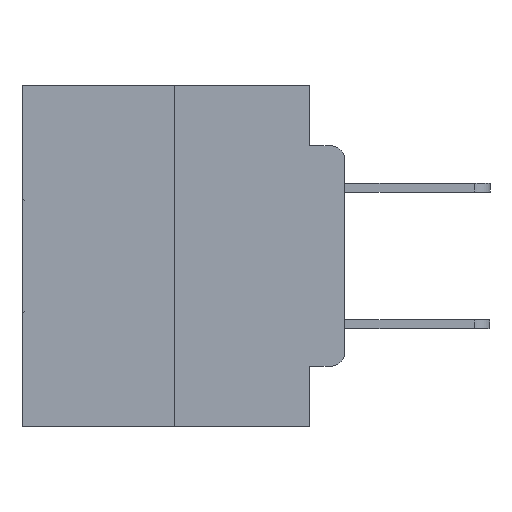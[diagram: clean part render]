
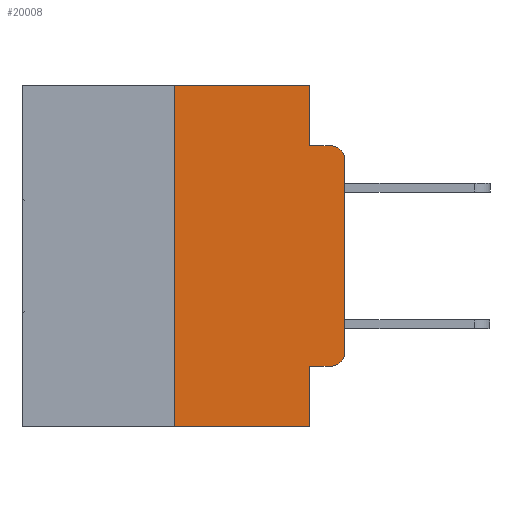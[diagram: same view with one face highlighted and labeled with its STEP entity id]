
A CAD part, left-side view. The second image highlights one B-rep face of the part: STEP entity #20008.
In plain terms, the highlighted planar face has unit normal (-1, 0, 0).
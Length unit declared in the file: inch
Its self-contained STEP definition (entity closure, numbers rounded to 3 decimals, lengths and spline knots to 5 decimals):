
#16 = EDGE_CURVE ( 'NONE', #16426, #11865, #13543, .T. ) ;
#424 = VECTOR ( 'NONE', #29856, 39.37008 ) ;
#1220 = ORIENTED_EDGE ( 'NONE', *, *, #28596, .T. ) ;
#2060 = CARTESIAN_POINT ( 'NONE',  ( 0., 0.473, 0. ) ) ;
#2188 = PLANE ( 'NONE',  #11351 ) ;
#2869 = DIRECTION ( 'NONE',  ( 0., 0., -1. ) ) ;
#2985 = ORIENTED_EDGE ( 'NONE', *, *, #16, .T. ) ;
#3039 = ORIENTED_EDGE ( 'NONE', *, *, #3202, .T. ) ;
#3202 = EDGE_CURVE ( 'NONE', #18662, #28140, #17310, .T. ) ;
#4606 = DIRECTION ( 'NONE',  ( 1., 0., 0. ) ) ;
#5198 = DIRECTION ( 'NONE',  ( -1., 0., 0. ) ) ;
#5868 = CARTESIAN_POINT ( 'NONE',  ( 0., 0.051, 0. ) ) ;
#7138 = LINE ( 'NONE', #17456, #18746 ) ;
#7575 = ORIENTED_EDGE ( 'NONE', *, *, #14251, .F. ) ;
#7580 = CARTESIAN_POINT ( 'NONE',  ( 0., 0.473, -0.5 ) ) ;
#7623 = CARTESIAN_POINT ( 'NONE',  ( 0., 0.25, 0. ) ) ;
#8720 = CARTESIAN_POINT ( 'NONE',  ( 0., 0.02, -0.4115 ) ) ;
#9587 = EDGE_CURVE ( 'NONE', #18662, #26898, #18469, .T. ) ;
#9728 = VECTOR ( 'NONE', #27424, 39.37008 ) ;
#9936 = DIRECTION ( 'NONE',  ( 0., -1., 0. ) ) ;
#10448 = VERTEX_POINT ( 'NONE', #13038 ) ;
#10565 = CARTESIAN_POINT ( 'NONE',  ( 0., 0.02, -0.1085 ) ) ;
#10566 = EDGE_LOOP ( 'NONE', ( #2985, #10572, #14836, #28650, #23906, #7575, #24852, #25204, #3039, #1220 ) ) ;
#10572 = ORIENTED_EDGE ( 'NONE', *, *, #24016, .T. ) ;
#10602 = LINE ( 'NONE', #7580, #28180 ) ;
#10605 = LINE ( 'NONE', #22177, #22122 ) ;
#10822 = CARTESIAN_POINT ( 'NONE',  ( 0., 0.051, -0.0885 ) ) ;
#10874 = VECTOR ( 'NONE', #2869, 39.37008 ) ;
#10937 = FACE_OUTER_BOUND ( 'NONE', #10566, .T. ) ;
#11039 = EDGE_CURVE ( 'NONE', #11237, #29432, #14449, .T. ) ;
#11237 = VERTEX_POINT ( 'NONE', #7623 ) ;
#11351 = AXIS2_PLACEMENT_3D ( 'NONE', #25359, #4606, #20883 ) ;
#11865 = VERTEX_POINT ( 'NONE', #23519 ) ;
#11874 = CIRCLE ( 'NONE', #22382, 0.02 ) ;
#12825 = VECTOR ( 'NONE', #18271, 39.37008 ) ;
#12908 = DIRECTION ( 'NONE',  ( 0., 0., -1. ) ) ;
#13038 = CARTESIAN_POINT ( 'NONE',  ( 0., 0.051, -0.0885 ) ) ;
#13042 = DIRECTION ( 'NONE',  ( 0., 0., 1. ) ) ;
#13159 = DIRECTION ( 'NONE',  ( 0., -1., 0. ) ) ;
#13543 = LINE ( 'NONE', #21811, #12825 ) ;
#14251 = EDGE_CURVE ( 'NONE', #14318, #11237, #10605, .T. ) ;
#14318 = VERTEX_POINT ( 'NONE', #29348 ) ;
#14449 = LINE ( 'NONE', #2060, #424 ) ;
#14836 = ORIENTED_EDGE ( 'NONE', *, *, #22896, .F. ) ;
#15529 = VECTOR ( 'NONE', #13159, 39.37008 ) ;
#15704 = CIRCLE ( 'NONE', #27609, 0.02 ) ;
#16426 = VERTEX_POINT ( 'NONE', #20649 ) ;
#17310 = LINE ( 'NONE', #21024, #9728 ) ;
#17456 = CARTESIAN_POINT ( 'NONE',  ( 0., 0.051, 0. ) ) ;
#18051 = CARTESIAN_POINT ( 'NONE',  ( 0., 0.051, -0.5 ) ) ;
#18271 = DIRECTION ( 'NONE',  ( 0., 0., 1. ) ) ;
#18469 = LINE ( 'NONE', #21431, #10874 ) ;
#18662 = VERTEX_POINT ( 'NONE', #26974 ) ;
#18746 = VECTOR ( 'NONE', #28822, 39.37008 ) ;
#19137 = CARTESIAN_POINT ( 'NONE',  ( 0., 0.02, -0.3915 ) ) ;
#20008 = ADVANCED_FACE ( 'NONE', ( #10937 ), #2188, .F. ) ;
#20649 = CARTESIAN_POINT ( 'NONE',  ( 0., 0., -0.3915 ) ) ;
#20883 = DIRECTION ( 'NONE',  ( 0., 0., -1. ) ) ;
#21024 = CARTESIAN_POINT ( 'NONE',  ( 0., 0.051, -0.4115 ) ) ;
#21431 = CARTESIAN_POINT ( 'NONE',  ( 0., 0.051, 0. ) ) ;
#21449 = DIRECTION ( 'NONE',  ( 0., 0., -1. ) ) ;
#21811 = CARTESIAN_POINT ( 'NONE',  ( 0., 0., 0. ) ) ;
#22122 = VECTOR ( 'NONE', #13042, 39.37008 ) ;
#22177 = CARTESIAN_POINT ( 'NONE',  ( 0., 0.25, 0. ) ) ;
#22382 = AXIS2_PLACEMENT_3D ( 'NONE', #10565, #26612, #12908 ) ;
#22896 = EDGE_CURVE ( 'NONE', #10448, #27542, #27703, .T. ) ;
#23466 = EDGE_CURVE ( 'NONE', #29432, #10448, #7138, .T. ) ;
#23519 = CARTESIAN_POINT ( 'NONE',  ( 0., 0., -0.1085 ) ) ;
#23906 = ORIENTED_EDGE ( 'NONE', *, *, #11039, .F. ) ;
#24016 = EDGE_CURVE ( 'NONE', #11865, #27542, #11874, .T. ) ;
#24852 = ORIENTED_EDGE ( 'NONE', *, *, #29222, .T. ) ;
#25204 = ORIENTED_EDGE ( 'NONE', *, *, #9587, .F. ) ;
#25359 = CARTESIAN_POINT ( 'NONE',  ( 0., 0.473, 0. ) ) ;
#26612 = DIRECTION ( 'NONE',  ( -1., 0., 0. ) ) ;
#26898 = VERTEX_POINT ( 'NONE', #18051 ) ;
#26974 = CARTESIAN_POINT ( 'NONE',  ( 0., 0.051, -0.4115 ) ) ;
#27207 = CARTESIAN_POINT ( 'NONE',  ( 0., 0.02, -0.0885 ) ) ;
#27424 = DIRECTION ( 'NONE',  ( 0., -1., 0. ) ) ;
#27542 = VERTEX_POINT ( 'NONE', #27207 ) ;
#27609 = AXIS2_PLACEMENT_3D ( 'NONE', #19137, #5198, #21449 ) ;
#27703 = LINE ( 'NONE', #10822, #15529 ) ;
#28140 = VERTEX_POINT ( 'NONE', #8720 ) ;
#28180 = VECTOR ( 'NONE', #9936, 39.37008 ) ;
#28596 = EDGE_CURVE ( 'NONE', #28140, #16426, #15704, .T. ) ;
#28650 = ORIENTED_EDGE ( 'NONE', *, *, #23466, .F. ) ;
#28822 = DIRECTION ( 'NONE',  ( 0., 0., -1. ) ) ;
#29222 = EDGE_CURVE ( 'NONE', #14318, #26898, #10602, .T. ) ;
#29348 = CARTESIAN_POINT ( 'NONE',  ( 0., 0.25, -0.5 ) ) ;
#29432 = VERTEX_POINT ( 'NONE', #5868 ) ;
#29856 = DIRECTION ( 'NONE',  ( 0., -1., 0. ) ) ;
